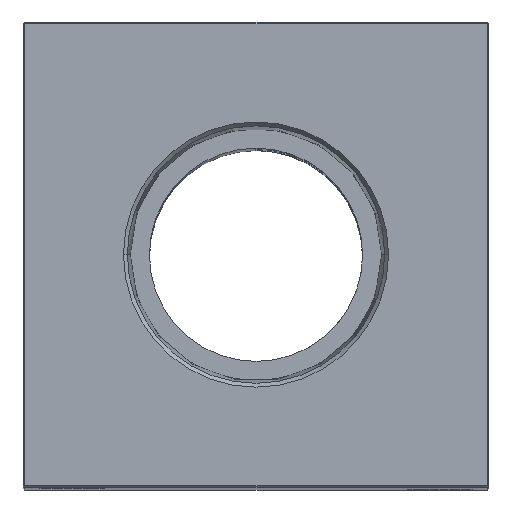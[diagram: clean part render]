
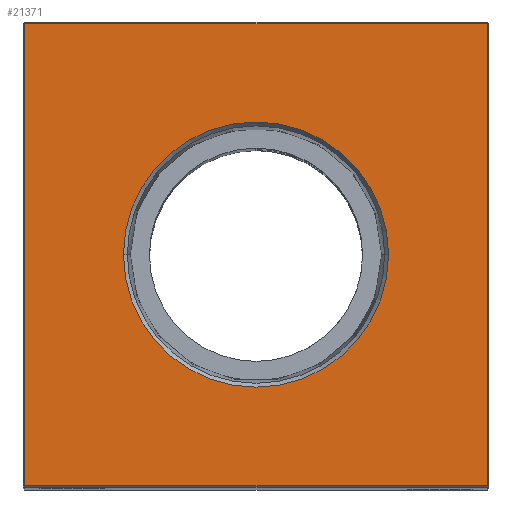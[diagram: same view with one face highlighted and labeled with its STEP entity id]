
A CAD part, top view. The second image highlights one B-rep face of the part: STEP entity #21371.
In plain terms, the highlighted planar face has unit normal (0, 0, 1).
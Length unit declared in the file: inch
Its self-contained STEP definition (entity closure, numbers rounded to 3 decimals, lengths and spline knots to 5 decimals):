
#3281 = ORIENTED_EDGE ( 'NONE', *, *, #27522, .F. ) ;
#4550 = VECTOR ( 'NONE', #26539, 39.37008 ) ;
#5128 = EDGE_CURVE ( 'NONE', #8278, #12097, #19581, .T. ) ;
#5195 = LINE ( 'NONE', #15897, #4550 ) ;
#5740 = ORIENTED_EDGE ( 'NONE', *, *, #17001, .F. ) ;
#6042 = EDGE_CURVE ( 'NONE', #12097, #8628, #6109, .T. ) ;
#6109 = LINE ( 'NONE', #16821, #21239 ) ;
#6274 = DIRECTION ( 'NONE',  ( 0., 1., 0. ) ) ;
#6322 = DIRECTION ( 'NONE',  ( 0., -1., 0. ) ) ;
#6434 = DIRECTION ( 'NONE',  ( 1., 0., 0. ) ) ;
#7475 = VECTOR ( 'NONE', #6274, 39.37008 ) ;
#7758 = DIRECTION ( 'NONE',  ( 0., 0., 1. ) ) ;
#8278 = VERTEX_POINT ( 'NONE', #33291 ) ;
#8628 = VERTEX_POINT ( 'NONE', #16046 ) ;
#8842 = PLANE ( 'NONE',  #17100 ) ;
#9415 = AXIS2_PLACEMENT_3D ( 'NONE', #31696, #7758, #18453 ) ;
#11863 = CARTESIAN_POINT ( 'NONE',  ( 0., 0., 10.5 ) ) ;
#12097 = VERTEX_POINT ( 'NONE', #13582 ) ;
#12443 = AXIS2_PLACEMENT_3D ( 'NONE', #19746, #30387, #6434 ) ;
#12922 = VERTEX_POINT ( 'NONE', #33162 ) ;
#13582 = CARTESIAN_POINT ( 'NONE',  ( 1.49, 1.49, 10.5 ) ) ;
#13659 = VERTEX_POINT ( 'NONE', #31908 ) ;
#15897 = CARTESIAN_POINT ( 'NONE',  ( 0., -1.49, 10.5 ) ) ;
#16046 = CARTESIAN_POINT ( 'NONE',  ( -1.49, 1.49, 10.5 ) ) ;
#16821 = CARTESIAN_POINT ( 'NONE',  ( 0., 1.49, 10.5 ) ) ;
#17001 = EDGE_CURVE ( 'NONE', #25296, #12922, #24485, .T. ) ;
#17100 = AXIS2_PLACEMENT_3D ( 'NONE', #11863, #22499, #33167 ) ;
#17911 = VECTOR ( 'NONE', #6322, 39.37008 ) ;
#18453 = DIRECTION ( 'NONE',  ( 1., 0., 0. ) ) ;
#19478 = ORIENTED_EDGE ( 'NONE', *, *, #6042, .T. ) ;
#19581 = LINE ( 'NONE', #30235, #7475 ) ;
#19639 = LINE ( 'NONE', #30285, #17911 ) ;
#19746 = CARTESIAN_POINT ( 'NONE',  ( 0., 0., 10.5 ) ) ;
#20001 = ORIENTED_EDGE ( 'NONE', *, *, #26048, .T. ) ;
#20980 = EDGE_LOOP ( 'NONE', ( #20001, #24826, #24474, #19478 ) ) ;
#21239 = VECTOR ( 'NONE', #27475, 39.37008 ) ;
#21371 = ADVANCED_FACE ( 'NONE', ( #22152, #32799 ), #8842, .F. ) ;
#21473 = EDGE_LOOP ( 'NONE', ( #3281, #5740 ) ) ;
#22152 = FACE_OUTER_BOUND ( 'NONE', #20980, .T. ) ;
#22499 = DIRECTION ( 'NONE',  ( 0., 0., -1. ) ) ;
#24474 = ORIENTED_EDGE ( 'NONE', *, *, #5128, .T. ) ;
#24485 = CIRCLE ( 'NONE', #9415, 0.85498 ) ;
#24826 = ORIENTED_EDGE ( 'NONE', *, *, #34644, .T. ) ;
#25296 = VERTEX_POINT ( 'NONE', #30803 ) ;
#26048 = EDGE_CURVE ( 'NONE', #8628, #13659, #19639, .T. ) ;
#26539 = DIRECTION ( 'NONE',  ( 1., 0., 0. ) ) ;
#27475 = DIRECTION ( 'NONE',  ( -1., 0., 0. ) ) ;
#27480 = CIRCLE ( 'NONE', #12443, 0.85498 ) ;
#27522 = EDGE_CURVE ( 'NONE', #12922, #25296, #27480, .T. ) ;
#30235 = CARTESIAN_POINT ( 'NONE',  ( 1.49, 0., 10.5 ) ) ;
#30285 = CARTESIAN_POINT ( 'NONE',  ( -1.49, 0., 10.5 ) ) ;
#30387 = DIRECTION ( 'NONE',  ( 0., 0., 1. ) ) ;
#30803 = CARTESIAN_POINT ( 'NONE',  ( -0.85498, 0., 10.5 ) ) ;
#31696 = CARTESIAN_POINT ( 'NONE',  ( 0., 0., 10.5 ) ) ;
#31908 = CARTESIAN_POINT ( 'NONE',  ( -1.49, -1.49, 10.5 ) ) ;
#32799 = FACE_BOUND ( 'NONE', #21473, .T. ) ;
#33162 = CARTESIAN_POINT ( 'NONE',  ( 0.85498, 0., 10.5 ) ) ;
#33167 = DIRECTION ( 'NONE',  ( -1., 0., 0. ) ) ;
#33291 = CARTESIAN_POINT ( 'NONE',  ( 1.49, -1.49, 10.5 ) ) ;
#34644 = EDGE_CURVE ( 'NONE', #13659, #8278, #5195, .T. ) ;
